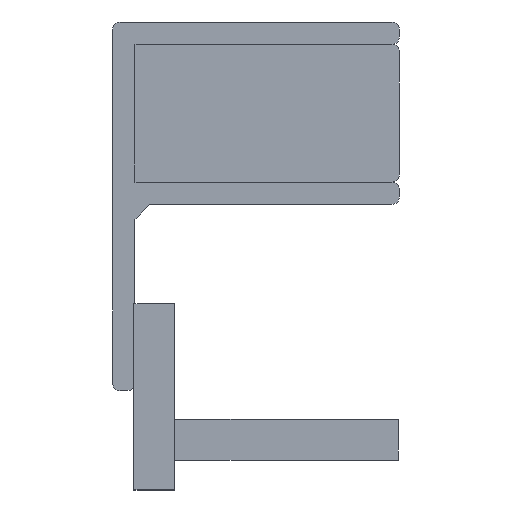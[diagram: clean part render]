
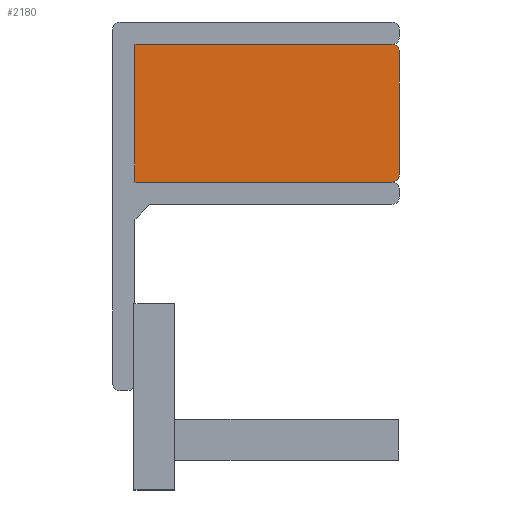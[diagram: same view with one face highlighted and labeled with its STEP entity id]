
A CAD part, left-side view. The second image highlights one B-rep face of the part: STEP entity #2180.
In plain terms, the highlighted planar face has unit normal (-1, 0, 0).
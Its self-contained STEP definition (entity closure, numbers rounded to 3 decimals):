
#141=CIRCLE('',#2393,1.);
#143=CIRCLE('',#2398,1.);
#251=FACE_OUTER_BOUND('',#378,.T.);
#378=EDGE_LOOP('',(#1970,#1971,#1972,#1973,#1974,#1975));
#622=LINE('',#3598,#871);
#627=LINE('',#3613,#876);
#628=LINE('',#3615,#877);
#629=LINE('',#3616,#878);
#871=VECTOR('',#2968,10.);
#876=VECTOR('',#2983,10.);
#877=VECTOR('',#2984,10.);
#878=VECTOR('',#2985,10.);
#1073=VERTEX_POINT('',#3588);
#1074=VERTEX_POINT('',#3590);
#1076=VERTEX_POINT('',#3596);
#1080=VERTEX_POINT('',#3608);
#1081=VERTEX_POINT('',#3612);
#1082=VERTEX_POINT('',#3614);
#1369=EDGE_CURVE('',#1073,#1074,#141,.T.);
#1373=EDGE_CURVE('',#1073,#1076,#622,.T.);
#1379=EDGE_CURVE('',#1080,#1076,#143,.T.);
#1380=EDGE_CURVE('',#1081,#1080,#627,.T.);
#1381=EDGE_CURVE('',#1082,#1081,#628,.T.);
#1382=EDGE_CURVE('',#1082,#1074,#629,.T.);
#1970=ORIENTED_EDGE('',*,*,#1369,.F.);
#1971=ORIENTED_EDGE('',*,*,#1373,.T.);
#1972=ORIENTED_EDGE('',*,*,#1379,.F.);
#1973=ORIENTED_EDGE('',*,*,#1380,.F.);
#1974=ORIENTED_EDGE('',*,*,#1381,.F.);
#1975=ORIENTED_EDGE('',*,*,#1382,.T.);
#2069=PLANE('',#2399);
#2180=ADVANCED_FACE('',(#251),#2069,.T.);
#2393=AXIS2_PLACEMENT_3D('',#3591,#2961,#2962);
#2398=AXIS2_PLACEMENT_3D('',#3610,#2979,#2980);
#2399=AXIS2_PLACEMENT_3D('',#3611,#2981,#2982);
#2961=DIRECTION('center_axis',(1.,0.,0.));
#2962=DIRECTION('ref_axis',(0.,-0.707,-0.707));
#2968=DIRECTION('',(0.,0.,1.));
#2979=DIRECTION('center_axis',(1.,0.,0.));
#2980=DIRECTION('ref_axis',(0.,-0.707,0.707));
#2981=DIRECTION('center_axis',(-1.,0.,0.));
#2982=DIRECTION('ref_axis',(0.,-1.,0.));
#2983=DIRECTION('',(0.,-1.,0.));
#2984=DIRECTION('',(0.,0.,1.));
#2985=DIRECTION('',(0.,-1.,0.));
#3588=CARTESIAN_POINT('',(-254.,-17.75,1.));
#3590=CARTESIAN_POINT('',(-254.,-16.75,0.));
#3591=CARTESIAN_POINT('Origin',(-254.,-16.75,1.));
#3596=CARTESIAN_POINT('',(-254.,-17.75,17.5));
#3598=CARTESIAN_POINT('',(-254.,-17.75,0.));
#3608=CARTESIAN_POINT('',(-254.,-16.75,18.5));
#3610=CARTESIAN_POINT('Origin',(-254.,-16.75,17.5));
#3611=CARTESIAN_POINT('Origin',(-254.,17.75,0.));
#3612=CARTESIAN_POINT('',(-254.,17.75,18.5));
#3613=CARTESIAN_POINT('',(-254.,17.75,18.5));
#3614=CARTESIAN_POINT('',(-254.,17.75,0.));
#3615=CARTESIAN_POINT('',(-254.,17.75,0.));
#3616=CARTESIAN_POINT('',(-254.,17.75,0.));
